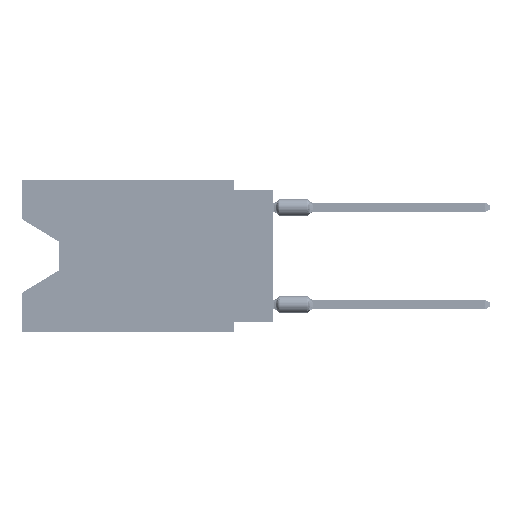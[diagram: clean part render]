
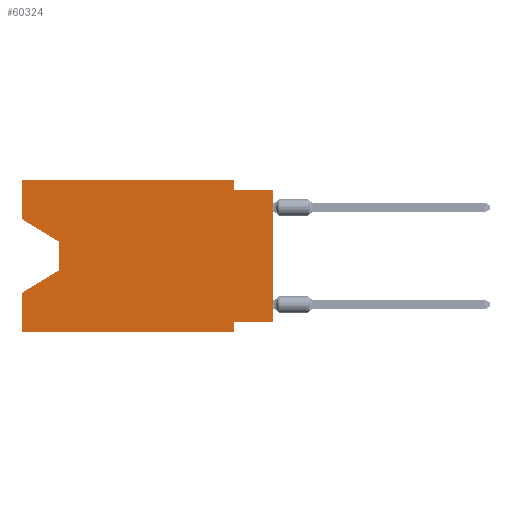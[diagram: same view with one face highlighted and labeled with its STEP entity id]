
A CAD part, left-side view. The second image highlights one B-rep face of the part: STEP entity #60324.
In plain terms, the highlighted planar face has unit normal (-1, 0, 0).
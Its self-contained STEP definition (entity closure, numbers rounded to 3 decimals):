
#1563 = EDGE_CURVE ( 'NONE', #56062, #81456, #19833, .T. ) ;
#3159 = LINE ( 'NONE', #62814, #70029 ) ;
#3787 = VECTOR ( 'NONE', #40099, 1000. ) ;
#3835 = VERTEX_POINT ( 'NONE', #10817 ) ;
#5401 = ORIENTED_EDGE ( 'NONE', *, *, #36686, .F. ) ;
#6967 = LINE ( 'NONE', #72781, #3787 ) ;
#7243 = CARTESIAN_POINT ( 'NONE',  ( 0., 13.97, -5.893 ) ) ;
#8699 = ORIENTED_EDGE ( 'NONE', *, *, #66714, .F. ) ;
#9656 = EDGE_CURVE ( 'NONE', #63419, #81456, #85751, .T. ) ;
#10817 = CARTESIAN_POINT ( 'NONE',  ( 0., 16.383, 0. ) ) ;
#12253 = VERTEX_POINT ( 'NONE', #59891 ) ;
#12503 = ORIENTED_EDGE ( 'NONE', *, *, #81121, .F. ) ;
#13311 = VECTOR ( 'NONE', #45912, 1000. ) ;
#13475 = VERTEX_POINT ( 'NONE', #80190 ) ;
#15640 = CARTESIAN_POINT ( 'NONE',  ( 0., 2.54, -0.635 ) ) ;
#16415 = DIRECTION ( 'NONE',  ( 0., 0., 1. ) ) ;
#17890 = CARTESIAN_POINT ( 'NONE',  ( 0., 16.383, -7.36 ) ) ;
#18647 = ORIENTED_EDGE ( 'NONE', *, *, #63565, .T. ) ;
#19043 = CARTESIAN_POINT ( 'NONE',  ( 0., 2.54, 0. ) ) ;
#19055 = VECTOR ( 'NONE', #20284, 1000. ) ;
#19370 = CARTESIAN_POINT ( 'NONE',  ( 0., 16.383, -2.546 ) ) ;
#19833 = LINE ( 'NONE', #46777, #13311 ) ;
#20162 = ORIENTED_EDGE ( 'NONE', *, *, #67308, .F. ) ;
#20284 = DIRECTION ( 'NONE',  ( 0., -1., 0. ) ) ;
#20444 = EDGE_CURVE ( 'NONE', #74364, #59053, #35559, .T. ) ;
#21102 = VERTEX_POINT ( 'NONE', #19043 ) ;
#21389 = DIRECTION ( 'NONE',  ( 0., -1., 0. ) ) ;
#21873 = CARTESIAN_POINT ( 'NONE',  ( 0., 0., -0.635 ) ) ;
#22407 = VECTOR ( 'NONE', #57943, 1000. ) ;
#23540 = DIRECTION ( 'NONE',  ( 0., 0., -1. ) ) ;
#23857 = ORIENTED_EDGE ( 'NONE', *, *, #67953, .T. ) ;
#24929 = CARTESIAN_POINT ( 'NONE',  ( 0., 16.383, -9.906 ) ) ;
#25463 = VECTOR ( 'NONE', #50889, 1000. ) ;
#27147 = CARTESIAN_POINT ( 'NONE',  ( 0., 13.97, -4.013 ) ) ;
#27786 = PLANE ( 'NONE',  #84978 ) ;
#28544 = EDGE_LOOP ( 'NONE', ( #23857, #18647, #40507, #47008, #85266, #74226, #12503, #66930, #43730, #5401, #8699, #20162 ) ) ;
#30143 = CARTESIAN_POINT ( 'NONE',  ( 0., 13.97, -5.893 ) ) ;
#32980 = CARTESIAN_POINT ( 'NONE',  ( 0., 0., -9.271 ) ) ;
#33034 = CARTESIAN_POINT ( 'NONE',  ( 0., 2.54, 0. ) ) ;
#33069 = EDGE_CURVE ( 'NONE', #65790, #59053, #72558, .T. ) ;
#33266 = VECTOR ( 'NONE', #21389, 1000. ) ;
#33346 = LINE ( 'NONE', #54949, #33266 ) ;
#35559 = LINE ( 'NONE', #21873, #82016 ) ;
#36686 = EDGE_CURVE ( 'NONE', #21102, #74364, #77334, .T. ) ;
#37645 = LINE ( 'NONE', #58375, #22407 ) ;
#38790 = VERTEX_POINT ( 'NONE', #19370 ) ;
#40099 = DIRECTION ( 'NONE',  ( 0., -0.855, -0.519 ) ) ;
#40507 = ORIENTED_EDGE ( 'NONE', *, *, #9656, .T. ) ;
#41132 = VECTOR ( 'NONE', #59533, 1000. ) ;
#43730 = ORIENTED_EDGE ( 'NONE', *, *, #20444, .F. ) ;
#45912 = DIRECTION ( 'NONE',  ( 0., 0., 1. ) ) ;
#46346 = LINE ( 'NONE', #81214, #19055 ) ;
#46777 = CARTESIAN_POINT ( 'NONE',  ( 0., 16.383, 0. ) ) ;
#47008 = ORIENTED_EDGE ( 'NONE', *, *, #1563, .F. ) ;
#48815 = DIRECTION ( 'NONE',  ( 0., -1., 0. ) ) ;
#50222 = VECTOR ( 'NONE', #60783, 1000. ) ;
#50889 = DIRECTION ( 'NONE',  ( 0., 0.855, -0.519 ) ) ;
#52683 = CARTESIAN_POINT ( 'NONE',  ( 0., 0., 0. ) ) ;
#53994 = VECTOR ( 'NONE', #23540, 1000. ) ;
#54949 = CARTESIAN_POINT ( 'NONE',  ( 0., 16.383, 0. ) ) ;
#55577 = CARTESIAN_POINT ( 'NONE',  ( 0., 0., -0.635 ) ) ;
#55590 = DIRECTION ( 'NONE',  ( 1., 0., 0. ) ) ;
#56062 = VERTEX_POINT ( 'NONE', #24929 ) ;
#57943 = DIRECTION ( 'NONE',  ( 0., 0., -1. ) ) ;
#58375 = CARTESIAN_POINT ( 'NONE',  ( 0., 2.54, -9.906 ) ) ;
#59053 = VERTEX_POINT ( 'NONE', #55577 ) ;
#59533 = DIRECTION ( 'NONE',  ( 0., 0., -1. ) ) ;
#59891 = CARTESIAN_POINT ( 'NONE',  ( 0., 2.54, -9.271 ) ) ;
#60324 = ADVANCED_FACE ( 'NONE', ( #75022 ), #27786, .F. ) ;
#60347 = LINE ( 'NONE', #32980, #50222 ) ;
#60783 = DIRECTION ( 'NONE',  ( 0., 1., 0. ) ) ;
#62814 = CARTESIAN_POINT ( 'NONE',  ( 0., 16.383, 0. ) ) ;
#63419 = VERTEX_POINT ( 'NONE', #7243 ) ;
#63565 = EDGE_CURVE ( 'NONE', #85447, #63419, #63736, .T. ) ;
#63736 = LINE ( 'NONE', #84458, #53994 ) ;
#65485 = CARTESIAN_POINT ( 'NONE',  ( 0., 0., -9.271 ) ) ;
#65790 = VERTEX_POINT ( 'NONE', #65485 ) ;
#66714 = EDGE_CURVE ( 'NONE', #3835, #21102, #33346, .T. ) ;
#66930 = ORIENTED_EDGE ( 'NONE', *, *, #33069, .T. ) ;
#67308 = EDGE_CURVE ( 'NONE', #38790, #3835, #3159, .T. ) ;
#67953 = EDGE_CURVE ( 'NONE', #38790, #85447, #6967, .T. ) ;
#70029 = VECTOR ( 'NONE', #16415, 1000. ) ;
#72065 = EDGE_CURVE ( 'NONE', #12253, #13475, #37645, .T. ) ;
#72558 = LINE ( 'NONE', #52683, #75809 ) ;
#72781 = CARTESIAN_POINT ( 'NONE',  ( 0., 16.383, -2.546 ) ) ;
#74226 = ORIENTED_EDGE ( 'NONE', *, *, #72065, .F. ) ;
#74364 = VERTEX_POINT ( 'NONE', #15640 ) ;
#75022 = FACE_OUTER_BOUND ( 'NONE', #28544, .T. ) ;
#75809 = VECTOR ( 'NONE', #79610, 1000. ) ;
#75889 = CARTESIAN_POINT ( 'NONE',  ( 0., 16.383, 0. ) ) ;
#77334 = LINE ( 'NONE', #33034, #41132 ) ;
#79610 = DIRECTION ( 'NONE',  ( 0., 0., 1. ) ) ;
#80190 = CARTESIAN_POINT ( 'NONE',  ( 0., 2.54, -9.906 ) ) ;
#81121 = EDGE_CURVE ( 'NONE', #65790, #12253, #60347, .T. ) ;
#81214 = CARTESIAN_POINT ( 'NONE',  ( 0., 16.383, -9.906 ) ) ;
#81456 = VERTEX_POINT ( 'NONE', #17890 ) ;
#81650 = DIRECTION ( 'NONE',  ( 0., 0., -1. ) ) ;
#82016 = VECTOR ( 'NONE', #48815, 1000. ) ;
#82077 = EDGE_CURVE ( 'NONE', #56062, #13475, #46346, .T. ) ;
#84458 = CARTESIAN_POINT ( 'NONE',  ( 0., 13.97, -4.013 ) ) ;
#84978 = AXIS2_PLACEMENT_3D ( 'NONE', #75889, #55590, #81650 ) ;
#85266 = ORIENTED_EDGE ( 'NONE', *, *, #82077, .T. ) ;
#85447 = VERTEX_POINT ( 'NONE', #27147 ) ;
#85751 = LINE ( 'NONE', #30143, #25463 ) ;
